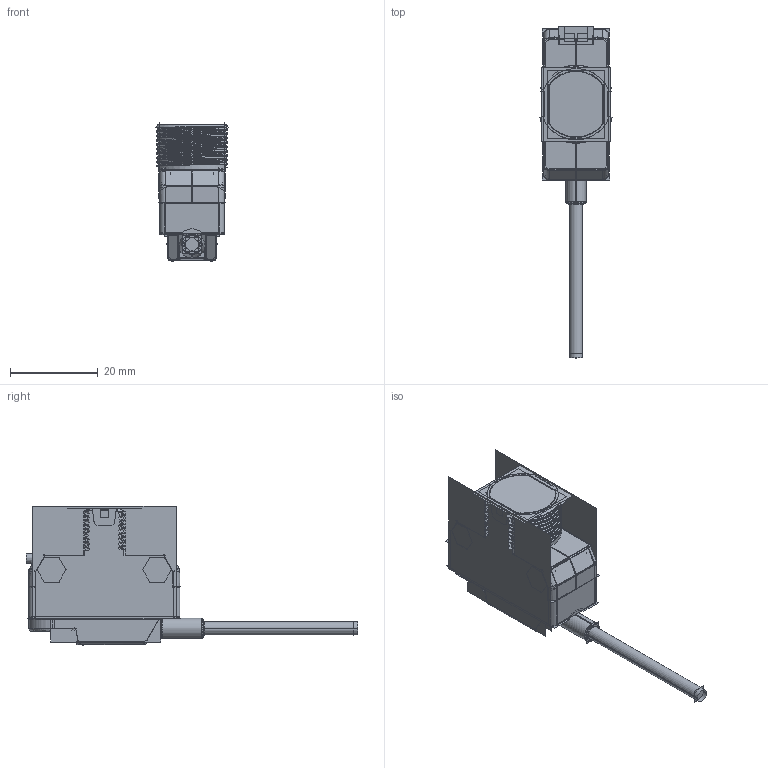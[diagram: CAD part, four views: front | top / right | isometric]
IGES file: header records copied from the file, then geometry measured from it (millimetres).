
Start section:  PTC IGES file: 139461_sm01.igs
Global section: file name: 139461_sm01.igs; native system: Creo Parametric by PTC Inc.; preprocessor: 2019292; author: PDMAdmin; organization: Unknown; date: 20220525.100742; units: millimetre
Bounding box: 16.61 x 75.73 x 31.85 mm (x, y, z)
Volume: 11265.1 mm3; surface area: 21553.2 mm2
Topology: 2 solids, 4 shells, 746 faces, 3694 edges, 4588 vertices
Faces by surface type: bspline 434, revolution 312
